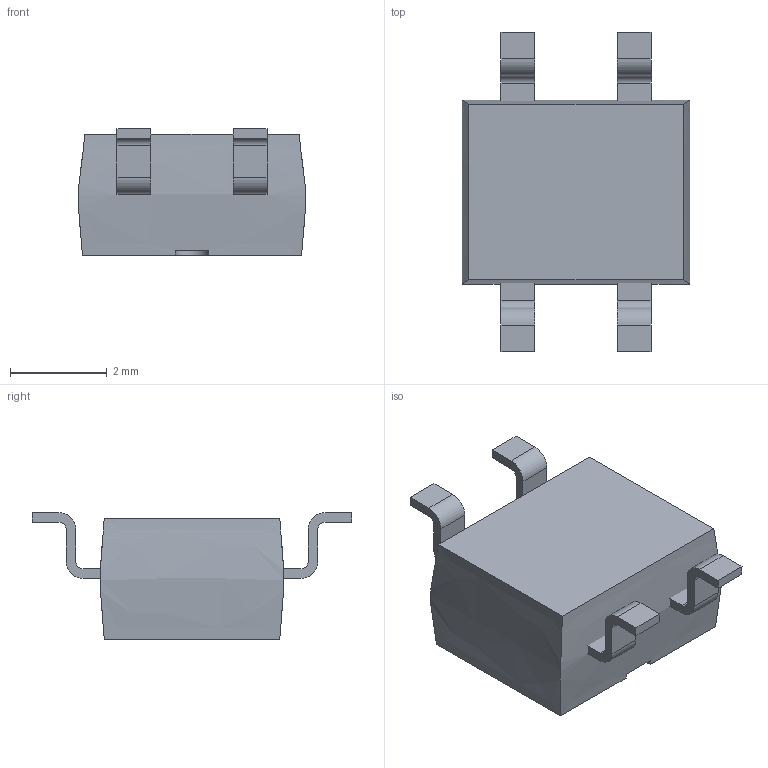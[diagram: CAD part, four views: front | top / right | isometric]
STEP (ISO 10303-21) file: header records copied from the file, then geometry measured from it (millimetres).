
FILE_DESCRIPTION(/* description */ (''),/* implementation_level */ '2;1');
FILE_NAME(/* name */ 'MBS Outline Structure.stp',/* time_stamp */ '2020-04-23T16:14:00+08:00',/* author */ ('he.song'),/* organization */ (''),/* preprocessor_version */ 'ST-DEVELOPER v16.13',/* originating_system */ 'Autodesk Inventor 2018',/* authorisation */ '');
FILE_SCHEMA (('AUTOMOTIVE_DESIGN { 1 0 10303 214 3 1 1 }'));
Length unit declared in the file: millimetre
Products named in the file (4): 部件2; MBS LF; Body; 印字
Assembly tree (3 placements, depth 2):
  部件2
    MBS LF
    Body
    印字
Bounding box: 4.7 x 6.6 x 2.62 mm (x, y, z)
Volume: 44.3 mm3; surface area: 96.5 mm2
Topology: 7 solids, 7 shells, 92 faces, 233 edges, 154 vertices
Faces by surface type: plane 67, cylinder 21, bspline 4
Entity records: 3022 total; most frequent: CARTESIAN_POINT 617, ORIENTED_EDGE 468, DIRECTION 461, EDGE_CURVE 233, LINE 185, VECTOR 185, VERTEX_POINT 154, AXIS2_PLACEMENT_3D 138
